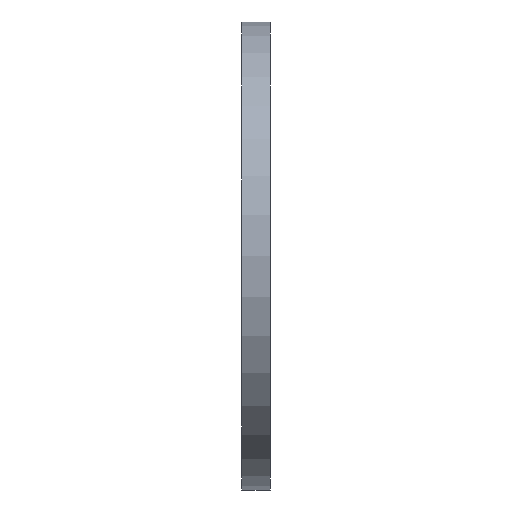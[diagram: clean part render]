
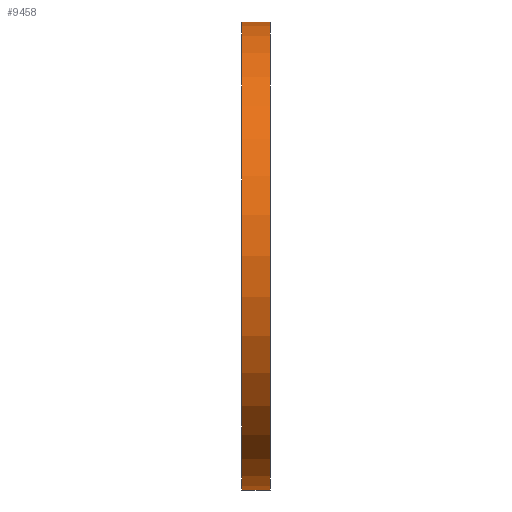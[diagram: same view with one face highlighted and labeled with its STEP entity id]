
A CAD part, left-side view. The second image highlights one B-rep face of the part: STEP entity #9458.
In plain terms, the highlighted cylindrical face has radius 50 mm (diameter 100 mm), a partial arc.
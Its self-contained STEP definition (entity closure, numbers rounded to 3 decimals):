
#152 = ORIENTED_EDGE ( 'NONE', *, *, #4855, .F. ) ;
#450 = CYLINDRICAL_SURFACE ( 'NONE', #925, 50. ) ;
#573 = CARTESIAN_POINT ( 'NONE',  ( 0., 3., -50. ) ) ;
#697 = CARTESIAN_POINT ( 'NONE',  ( 0., 3., 0. ) ) ;
#724 = EDGE_CURVE ( 'NONE', #7953, #9626, #1149, .T. ) ;
#925 = AXIS2_PLACEMENT_3D ( 'NONE', #9062, #6142, #7164 ) ;
#1149 = LINE ( 'NONE', #573, #3810 ) ;
#1430 = CARTESIAN_POINT ( 'NONE',  ( 0., -3., 0. ) ) ;
#1813 = DIRECTION ( 'NONE',  ( 0., -1., 0. ) ) ;
#2231 = LINE ( 'NONE', #5448, #11122 ) ;
#2530 = DIRECTION ( 'NONE',  ( 0., 0., 1. ) ) ;
#2617 = AXIS2_PLACEMENT_3D ( 'NONE', #1430, #6434, #2530 ) ;
#3677 = ORIENTED_EDGE ( 'NONE', *, *, #11450, .F. ) ;
#3810 = VECTOR ( 'NONE', #8524, 1000. ) ;
#4580 = CIRCLE ( 'NONE', #2617, 50. ) ;
#4855 = EDGE_CURVE ( 'NONE', #7953, #10994, #12792, .T. ) ;
#5448 = CARTESIAN_POINT ( 'NONE',  ( 0., 3., 50. ) ) ;
#5520 = AXIS2_PLACEMENT_3D ( 'NONE', #697, #11792, #10707 ) ;
#6142 = DIRECTION ( 'NONE',  ( 0., -1., 0. ) ) ;
#6302 = EDGE_LOOP ( 'NONE', ( #3677, #152, #9940, #11157 ) ) ;
#6434 = DIRECTION ( 'NONE',  ( 0., 1., 0. ) ) ;
#6855 = CARTESIAN_POINT ( 'NONE',  ( 0., -3., 50. ) ) ;
#7164 = DIRECTION ( 'NONE',  ( 0., 0., -1. ) ) ;
#7744 = CARTESIAN_POINT ( 'NONE',  ( 0., -3., -50. ) ) ;
#7953 = VERTEX_POINT ( 'NONE', #8903 ) ;
#8524 = DIRECTION ( 'NONE',  ( 0., -1., 0. ) ) ;
#8903 = CARTESIAN_POINT ( 'NONE',  ( 0., 3., -50. ) ) ;
#9062 = CARTESIAN_POINT ( 'NONE',  ( 0., 3., 0. ) ) ;
#9386 = VERTEX_POINT ( 'NONE', #6855 ) ;
#9458 = ADVANCED_FACE ( 'NONE', ( #11361 ), #450, .T. ) ;
#9612 = CARTESIAN_POINT ( 'NONE',  ( 0., 3., 50. ) ) ;
#9626 = VERTEX_POINT ( 'NONE', #7744 ) ;
#9940 = ORIENTED_EDGE ( 'NONE', *, *, #724, .T. ) ;
#10707 = DIRECTION ( 'NONE',  ( 0., 0., 1. ) ) ;
#10890 = EDGE_CURVE ( 'NONE', #9626, #9386, #4580, .T. ) ;
#10994 = VERTEX_POINT ( 'NONE', #9612 ) ;
#11122 = VECTOR ( 'NONE', #1813, 1000. ) ;
#11157 = ORIENTED_EDGE ( 'NONE', *, *, #10890, .T. ) ;
#11361 = FACE_OUTER_BOUND ( 'NONE', #6302, .T. ) ;
#11450 = EDGE_CURVE ( 'NONE', #10994, #9386, #2231, .T. ) ;
#11792 = DIRECTION ( 'NONE',  ( 0., 1., 0. ) ) ;
#12792 = CIRCLE ( 'NONE', #5520, 50. ) ;
